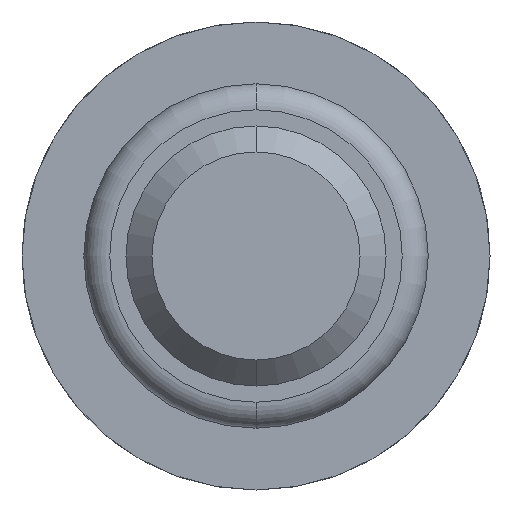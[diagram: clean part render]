
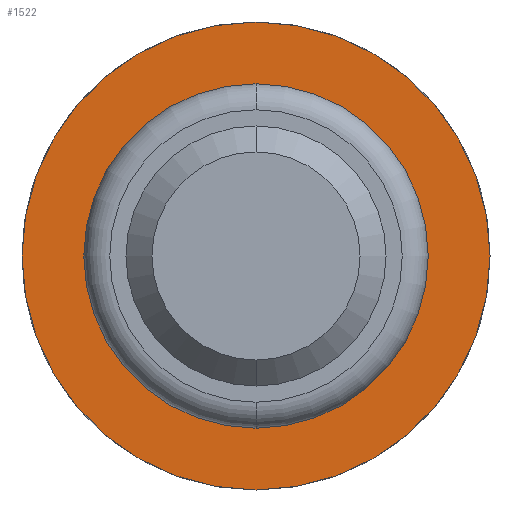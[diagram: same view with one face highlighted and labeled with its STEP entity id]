
A CAD part, front view. The second image highlights one B-rep face of the part: STEP entity #1522.
In plain terms, the highlighted planar face has unit normal (0, -1, 0).
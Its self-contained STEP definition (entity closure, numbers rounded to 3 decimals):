
#338 = CARTESIAN_POINT ( 'NONE',  ( 0., -1.8, 1.325 ) ) ;
#594 = CARTESIAN_POINT ( 'NONE',  ( 0., -1.8, 0. ) ) ;
#754 = CARTESIAN_POINT ( 'NONE',  ( 0., -1.8, 0. ) ) ;
#769 = AXIS2_PLACEMENT_3D ( 'NONE', #1352, #2973, #1753 ) ;
#920 = PLANE ( 'NONE',  #769 ) ;
#1189 = DIRECTION ( 'NONE',  ( 0., 0., 1. ) ) ;
#1190 = CIRCLE ( 'NONE', #1835, 1.325 ) ;
#1202 = DIRECTION ( 'NONE',  ( 0., 0., 1. ) ) ;
#1350 = DIRECTION ( 'NONE',  ( 0., 0., 1. ) ) ;
#1352 = CARTESIAN_POINT ( 'NONE',  ( 1.8, -1.8, 0. ) ) ;
#1361 = EDGE_CURVE ( 'Defeature ausgef�hrt4_13+Defeature ausgef�hrt4_14+Defeature ausgef�hrt4_14+Defeature ausgef�hrt4_14', #3458, #1926, #4623, .T. ) ;
#1522 = ADVANCED_FACE ( 'Defeature ausgef�hrt4_13', ( #3042, #3987 ), #920, .F. ) ;
#1647 = CIRCLE ( 'NONE', #5132, 1.8 ) ;
#1654 = VERTEX_POINT ( 'NONE', #5229 ) ;
#1663 = EDGE_CURVE ( 'Defeature ausgef�hrt4_12+Defeature ausgef�hrt4_13+Defeature ausgef�hrt4_13+Defeature ausgef�hrt4_13', #4013, #1654, #1647, .T. ) ;
#1753 = DIRECTION ( 'NONE',  ( 0., 0., 1. ) ) ;
#1784 = DIRECTION ( 'NONE',  ( 0., 1., 0. ) ) ;
#1800 = ORIENTED_EDGE ( 'NONE', *, *, #2200, .T. ) ;
#1835 = AXIS2_PLACEMENT_3D ( 'NONE', #594, #1784, #1350 ) ;
#1882 = EDGE_LOOP ( 'NONE', ( #4841, #3259 ) ) ;
#1926 = VERTEX_POINT ( 'NONE', #3624 ) ;
#2063 = CARTESIAN_POINT ( 'NONE',  ( 0., -1.8, 1.8 ) ) ;
#2200 = EDGE_CURVE ( 'Defeature ausgef�hrt4_13+Defeature ausgef�hrt4_14+Defeature ausgef�hrt4_14+Defeature ausgef�hrt4_14', #1926, #3458, #1190, .T. ) ;
#2265 = EDGE_CURVE ( 'Defeature ausgef�hrt4_12+Defeature ausgef�hrt4_13+Defeature ausgef�hrt4_13+Defeature ausgef�hrt4_13', #1654, #4013, #3614, .T. ) ;
#2383 = DIRECTION ( 'NONE',  ( 0., 1., 0. ) ) ;
#2434 = AXIS2_PLACEMENT_3D ( 'NONE', #3633, #4422, #1189 ) ;
#2665 = DIRECTION ( 'NONE',  ( 0., 0., 1. ) ) ;
#2973 = DIRECTION ( 'NONE',  ( 0., 1., 0. ) ) ;
#3042 = FACE_OUTER_BOUND ( 'NONE', #1882, .T. ) ;
#3095 = DIRECTION ( 'NONE',  ( 0., 1., 0. ) ) ;
#3259 = ORIENTED_EDGE ( 'NONE', *, *, #2265, .F. ) ;
#3458 = VERTEX_POINT ( 'NONE', #338 ) ;
#3614 = CIRCLE ( 'NONE', #3856, 1.8 ) ;
#3624 = CARTESIAN_POINT ( 'NONE',  ( 0., -1.8, -1.325 ) ) ;
#3633 = CARTESIAN_POINT ( 'NONE',  ( 0., -1.8, 0. ) ) ;
#3785 = EDGE_LOOP ( 'NONE', ( #4646, #1800 ) ) ;
#3856 = AXIS2_PLACEMENT_3D ( 'NONE', #5070, #3095, #2665 ) ;
#3987 = FACE_BOUND ( 'NONE', #3785, .T. ) ;
#4013 = VERTEX_POINT ( 'NONE', #2063 ) ;
#4422 = DIRECTION ( 'NONE',  ( 0., 1., 0. ) ) ;
#4623 = CIRCLE ( 'NONE', #2434, 1.325 ) ;
#4646 = ORIENTED_EDGE ( 'NONE', *, *, #1361, .T. ) ;
#4841 = ORIENTED_EDGE ( 'NONE', *, *, #1663, .F. ) ;
#5070 = CARTESIAN_POINT ( 'NONE',  ( 0., -1.8, 0. ) ) ;
#5132 = AXIS2_PLACEMENT_3D ( 'NONE', #754, #2383, #1202 ) ;
#5229 = CARTESIAN_POINT ( 'NONE',  ( 0., -1.8, -1.8 ) ) ;
